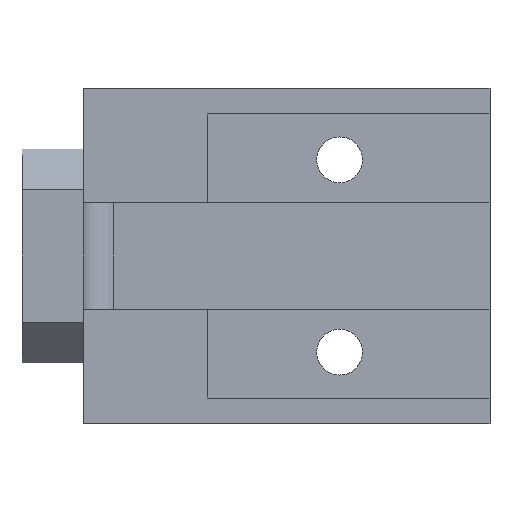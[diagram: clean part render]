
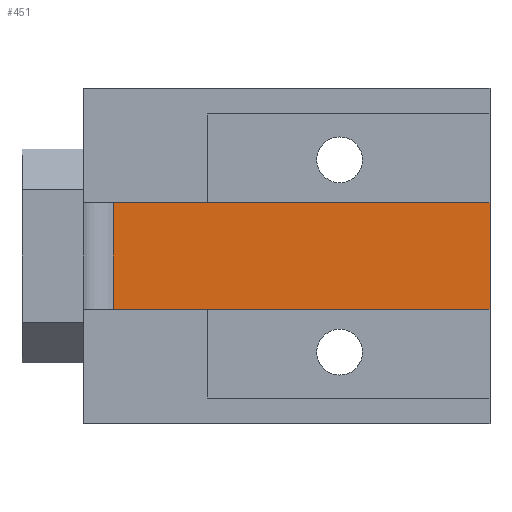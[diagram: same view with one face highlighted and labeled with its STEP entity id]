
A CAD part, front view. The second image highlights one B-rep face of the part: STEP entity #451.
In plain terms, the highlighted planar face has unit normal (0, -1, 0).
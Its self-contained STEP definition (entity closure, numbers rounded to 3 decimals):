
#15 = CARTESIAN_POINT ( 'NONE',  ( 0., 4.3, 0. ) ) ;
#39 = LINE ( 'NONE', #523, #599 ) ;
#46 = LINE ( 'NONE', #519, #700 ) ;
#61 = CARTESIAN_POINT ( 'NONE',  ( 26.65, 4.3, -14.5 ) ) ;
#94 = EDGE_LOOP ( 'NONE', ( #860, #150, #804, #564 ) ) ;
#139 = DIRECTION ( 'NONE',  ( -1., 0., 0. ) ) ;
#150 = ORIENTED_EDGE ( 'NONE', *, *, #928, .T. ) ;
#162 = CARTESIAN_POINT ( 'NONE',  ( 1.969, 4.3, -14.5 ) ) ;
#183 = VERTEX_POINT ( 'NONE', #359 ) ;
#211 = FACE_OUTER_BOUND ( 'NONE', #94, .T. ) ;
#249 = LINE ( 'NONE', #813, #795 ) ;
#260 = AXIS2_PLACEMENT_3D ( 'NONE', #15, #697, #838 ) ;
#277 = VECTOR ( 'NONE', #565, 1000. ) ;
#285 = DIRECTION ( 'NONE',  ( 0., 0., -1. ) ) ;
#307 = EDGE_CURVE ( 'NONE', #859, #317, #249, .T. ) ;
#317 = VERTEX_POINT ( 'NONE', #741 ) ;
#359 = CARTESIAN_POINT ( 'NONE',  ( 1.969, 4.3, -7.5 ) ) ;
#364 = EDGE_CURVE ( 'NONE', #859, #476, #46, .T. ) ;
#451 = ADVANCED_FACE ( 'NONE', ( #211 ), #606, .T. ) ;
#476 = VERTEX_POINT ( 'NONE', #162 ) ;
#487 = CARTESIAN_POINT ( 'NONE',  ( 0., 4.3, -7.5 ) ) ;
#501 = LINE ( 'NONE', #487, #277 ) ;
#519 = CARTESIAN_POINT ( 'NONE',  ( 0., 4.3, -14.5 ) ) ;
#523 = CARTESIAN_POINT ( 'NONE',  ( 1.969, 4.3, -14.5 ) ) ;
#564 = ORIENTED_EDGE ( 'NONE', *, *, #307, .T. ) ;
#565 = DIRECTION ( 'NONE',  ( -1., 0., 0. ) ) ;
#599 = VECTOR ( 'NONE', #285, 1000. ) ;
#606 = PLANE ( 'NONE',  #260 ) ;
#697 = DIRECTION ( 'NONE',  ( 0., -1., 0. ) ) ;
#700 = VECTOR ( 'NONE', #139, 1000. ) ;
#722 = EDGE_CURVE ( 'NONE', #317, #183, #501, .T. ) ;
#741 = CARTESIAN_POINT ( 'NONE',  ( 26.65, 4.3, -7.5 ) ) ;
#795 = VECTOR ( 'NONE', #960, 1000. ) ;
#804 = ORIENTED_EDGE ( 'NONE', *, *, #364, .F. ) ;
#813 = CARTESIAN_POINT ( 'NONE',  ( 26.65, 4.3, 0. ) ) ;
#838 = DIRECTION ( 'NONE',  ( 0., 0., -1. ) ) ;
#859 = VERTEX_POINT ( 'NONE', #61 ) ;
#860 = ORIENTED_EDGE ( 'NONE', *, *, #722, .T. ) ;
#928 = EDGE_CURVE ( 'NONE', #183, #476, #39, .T. ) ;
#960 = DIRECTION ( 'NONE',  ( 0., 0., 1. ) ) ;
